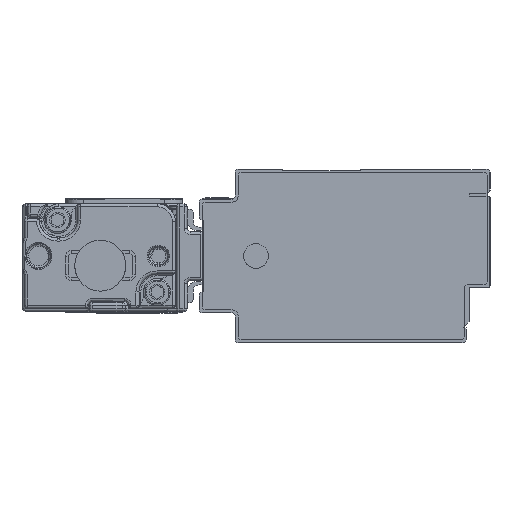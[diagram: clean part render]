
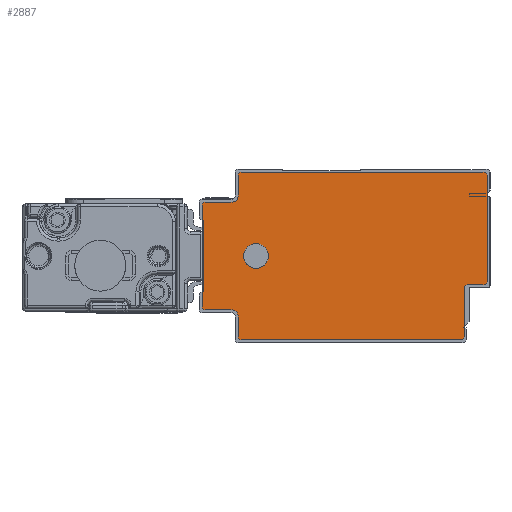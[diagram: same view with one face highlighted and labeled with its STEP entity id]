
A CAD part, left-side view. The second image highlights one B-rep face of the part: STEP entity #2887.
In plain terms, the highlighted planar face has unit normal (-1, 0, 0).
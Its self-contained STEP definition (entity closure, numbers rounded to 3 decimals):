
#1407=AXIS2_PLACEMENT_3D('Circle Axis2P3D',#1405,#1406,$) ;
#1445=AXIS2_PLACEMENT_3D('Circle Axis2P3D',#1443,#1444,$) ;
#1483=AXIS2_PLACEMENT_3D('Circle Axis2P3D',#1481,#1482,$) ;
#1521=AXIS2_PLACEMENT_3D('Circle Axis2P3D',#1519,#1520,$) ;
#2770=AXIS2_PLACEMENT_3D('Plane Axis2P3D',#2767,#2768,#2769) ;
#2774=AXIS2_PLACEMENT_3D('Circle Axis2P3D',#2772,#2773,$) ;
#2788=AXIS2_PLACEMENT_3D('Circle Axis2P3D',#2786,#2787,$) ;
#2802=AXIS2_PLACEMENT_3D('Circle Axis2P3D',#2800,#2801,$) ;
#2816=AXIS2_PLACEMENT_3D('Circle Axis2P3D',#2814,#2815,$) ;
#2830=AXIS2_PLACEMENT_3D('Circle Axis2P3D',#2828,#2829,$) ;
#2844=AXIS2_PLACEMENT_3D('Circle Axis2P3D',#2842,#2843,$) ;
#2871=AXIS2_PLACEMENT_3D('Circle Axis2P3D',#2869,#2870,$) ;
#2880=AXIS2_PLACEMENT_3D('Circle Axis2P3D',#2878,#2879,$) ;
#1363=CARTESIAN_POINT('Line Origine',(-575.5,44.,14.5)) ;
#1367=CARTESIAN_POINT('Vertex',(-575.5,44.,6.)) ;
#1369=CARTESIAN_POINT('Vertex',(-575.5,44.,23.)) ;
#1405=CARTESIAN_POINT('Axis2P3D Location',(-575.5,43.5,23.)) ;
#1409=CARTESIAN_POINT('Vertex',(-575.5,43.5,23.5)) ;
#1424=CARTESIAN_POINT('Line Origine',(-575.5,41.25,23.5)) ;
#1428=CARTESIAN_POINT('Vertex',(-575.5,39.,23.5)) ;
#1443=CARTESIAN_POINT('Axis2P3D Location',(-575.5,39.,24.5)) ;
#1447=CARTESIAN_POINT('Vertex',(-575.5,38.,24.5)) ;
#1462=CARTESIAN_POINT('Line Origine',(-575.5,38.,26.25)) ;
#1466=CARTESIAN_POINT('Vertex',(-575.5,38.,28.)) ;
#1481=CARTESIAN_POINT('Axis2P3D Location',(-575.5,37.5,28.)) ;
#1485=CARTESIAN_POINT('Vertex',(-575.5,37.5,28.5)) ;
#1500=CARTESIAN_POINT('Line Origine',(-575.5,17.25,28.5)) ;
#1504=CARTESIAN_POINT('Vertex',(-575.5,-3.,28.5)) ;
#1519=CARTESIAN_POINT('Axis2P3D Location',(-575.5,-3.,28.)) ;
#1523=CARTESIAN_POINT('Vertex',(-575.5,-3.5,28.)) ;
#1538=CARTESIAN_POINT('Line Origine',(-575.5,-3.5,19.1)) ;
#1542=CARTESIAN_POINT('Vertex',(-575.5,-3.5,10.2)) ;
#2767=CARTESIAN_POINT('Axis2P3D Location',(-575.5,0.,0.)) ;
#2772=CARTESIAN_POINT('Axis2P3D Location',(-575.5,43.5,6.)) ;
#2776=CARTESIAN_POINT('Vertex',(-575.5,43.5,5.5)) ;
#2779=CARTESIAN_POINT('Line Origine',(-575.5,41.25,5.5)) ;
#2783=CARTESIAN_POINT('Vertex',(-575.5,39.,5.5)) ;
#2786=CARTESIAN_POINT('Axis2P3D Location',(-575.5,39.,4.5)) ;
#2790=CARTESIAN_POINT('Vertex',(-575.5,38.,4.5)) ;
#2793=CARTESIAN_POINT('Line Origine',(-575.5,38.,2.75)) ;
#2797=CARTESIAN_POINT('Vertex',(-575.5,38.,1.)) ;
#2800=CARTESIAN_POINT('Axis2P3D Location',(-575.5,37.5,1.)) ;
#2804=CARTESIAN_POINT('Vertex',(-575.5,37.5,0.5)) ;
#2807=CARTESIAN_POINT('Line Origine',(-575.5,19.15,0.5)) ;
#2811=CARTESIAN_POINT('Vertex',(-575.5,0.8,0.5)) ;
#2814=CARTESIAN_POINT('Axis2P3D Location',(-575.5,0.8,1.)) ;
#2818=CARTESIAN_POINT('Vertex',(-575.5,0.3,1.)) ;
#2821=CARTESIAN_POINT('Line Origine',(-575.5,0.3,5.1)) ;
#2825=CARTESIAN_POINT('Vertex',(-575.5,0.3,9.2)) ;
#2828=CARTESIAN_POINT('Axis2P3D Location',(-575.5,-0.2,9.2)) ;
#2832=CARTESIAN_POINT('Vertex',(-575.5,-0.2,9.7)) ;
#2835=CARTESIAN_POINT('Line Origine',(-575.5,-1.6,9.7)) ;
#2839=CARTESIAN_POINT('Vertex',(-575.5,-3.,9.7)) ;
#2842=CARTESIAN_POINT('Axis2P3D Location',(-575.5,-3.,10.2)) ;
#2869=CARTESIAN_POINT('Axis2P3D Location',(-575.5,35.,14.5)) ;
#2873=CARTESIAN_POINT('Vertex',(-575.5,33.186,13.509)) ;
#2875=CARTESIAN_POINT('Vertex',(-575.5,36.814,15.491)) ;
#2878=CARTESIAN_POINT('Axis2P3D Location',(-575.5,35.,14.5)) ;
#1364=DIRECTION('Vector Direction',(0.,0.,1.)) ;
#1406=DIRECTION('Axis2P3D Direction',(1.,0.,0.)) ;
#1425=DIRECTION('Vector Direction',(0.,1.,0.)) ;
#1444=DIRECTION('Axis2P3D Direction',(1.,0.,0.)) ;
#1463=DIRECTION('Vector Direction',(0.,0.,1.)) ;
#1482=DIRECTION('Axis2P3D Direction',(1.,0.,0.)) ;
#1501=DIRECTION('Vector Direction',(0.,1.,0.)) ;
#1520=DIRECTION('Axis2P3D Direction',(1.,0.,-0.)) ;
#1539=DIRECTION('Vector Direction',(0.,0.,-1.)) ;
#2768=DIRECTION('Axis2P3D Direction',(1.,0.,0.)) ;
#2769=DIRECTION('Axis2P3D XDirection',(0.,1.,0.)) ;
#2773=DIRECTION('Axis2P3D Direction',(1.,0.,0.)) ;
#2780=DIRECTION('Vector Direction',(0.,-1.,0.)) ;
#2787=DIRECTION('Axis2P3D Direction',(1.,0.,0.)) ;
#2794=DIRECTION('Vector Direction',(0.,0.,1.)) ;
#2801=DIRECTION('Axis2P3D Direction',(1.,0.,0.)) ;
#2808=DIRECTION('Vector Direction',(0.,-1.,0.)) ;
#2815=DIRECTION('Axis2P3D Direction',(1.,0.,0.)) ;
#2822=DIRECTION('Vector Direction',(0.,0.,-1.)) ;
#2829=DIRECTION('Axis2P3D Direction',(1.,0.,0.)) ;
#2836=DIRECTION('Vector Direction',(0.,1.,0.)) ;
#2843=DIRECTION('Axis2P3D Direction',(1.,0.,0.)) ;
#2870=DIRECTION('Axis2P3D Direction',(1.,0.,0.)) ;
#2879=DIRECTION('Axis2P3D Direction',(1.,0.,0.)) ;
#1365=VECTOR('Line Direction',#1364,1.) ;
#1426=VECTOR('Line Direction',#1425,1.) ;
#1464=VECTOR('Line Direction',#1463,1.) ;
#1502=VECTOR('Line Direction',#1501,1.) ;
#1540=VECTOR('Line Direction',#1539,1.) ;
#2781=VECTOR('Line Direction',#2780,1.) ;
#2795=VECTOR('Line Direction',#2794,1.) ;
#2809=VECTOR('Line Direction',#2808,1.) ;
#2823=VECTOR('Line Direction',#2822,1.) ;
#2837=VECTOR('Line Direction',#2836,1.) ;
#2848=ORIENTED_EDGE('',*,*,#1506,.F.) ;
#2849=ORIENTED_EDGE('',*,*,#1487,.F.) ;
#2850=ORIENTED_EDGE('',*,*,#1468,.F.) ;
#2851=ORIENTED_EDGE('',*,*,#1449,.F.) ;
#2852=ORIENTED_EDGE('',*,*,#1430,.F.) ;
#2853=ORIENTED_EDGE('',*,*,#1411,.F.) ;
#2854=ORIENTED_EDGE('',*,*,#1371,.F.) ;
#2855=ORIENTED_EDGE('',*,*,#2778,.F.) ;
#2856=ORIENTED_EDGE('',*,*,#2785,.F.) ;
#2857=ORIENTED_EDGE('',*,*,#2792,.F.) ;
#2858=ORIENTED_EDGE('',*,*,#2799,.F.) ;
#2859=ORIENTED_EDGE('',*,*,#2806,.F.) ;
#2860=ORIENTED_EDGE('',*,*,#2813,.F.) ;
#2861=ORIENTED_EDGE('',*,*,#2820,.F.) ;
#2862=ORIENTED_EDGE('',*,*,#2827,.F.) ;
#2863=ORIENTED_EDGE('',*,*,#2834,.F.) ;
#2864=ORIENTED_EDGE('',*,*,#2841,.F.) ;
#2865=ORIENTED_EDGE('',*,*,#2846,.F.) ;
#2866=ORIENTED_EDGE('',*,*,#1544,.F.) ;
#2867=ORIENTED_EDGE('',*,*,#1525,.F.) ;
#2884=ORIENTED_EDGE('',*,*,#2877,.T.) ;
#2885=ORIENTED_EDGE('',*,*,#2882,.T.) ;
#2886=FACE_BOUND('',#2883,.T.) ;
#2887=ADVANCED_FACE('\X2\FF8EFF9EFF83FF9EFF68FF70\X0\.2',(#2868,#2886),#2771,.F.) ;
#1408=CIRCLE('generated circle',#1407,0.5) ;
#1446=CIRCLE('generated circle',#1445,1.) ;
#1484=CIRCLE('generated circle',#1483,0.5) ;
#1522=CIRCLE('generated circle',#1521,0.5) ;
#2775=CIRCLE('generated circle',#2774,0.5) ;
#2789=CIRCLE('generated circle',#2788,1.) ;
#2803=CIRCLE('generated circle',#2802,0.5) ;
#2817=CIRCLE('generated circle',#2816,0.5) ;
#2831=CIRCLE('generated circle',#2830,0.5) ;
#2845=CIRCLE('generated circle',#2844,0.5) ;
#2872=CIRCLE('generated circle',#2871,2.067) ;
#2881=CIRCLE('generated circle',#2880,2.067) ;
#1371=EDGE_CURVE('',#1368,#1370,#1366,.T.) ;
#1411=EDGE_CURVE('',#1370,#1410,#1408,.T.) ;
#1430=EDGE_CURVE('',#1410,#1429,#1427,.F.) ;
#1449=EDGE_CURVE('',#1429,#1448,#1446,.F.) ;
#1468=EDGE_CURVE('',#1448,#1467,#1465,.T.) ;
#1487=EDGE_CURVE('',#1467,#1486,#1484,.T.) ;
#1506=EDGE_CURVE('',#1486,#1505,#1503,.F.) ;
#1525=EDGE_CURVE('',#1505,#1524,#1522,.T.) ;
#1544=EDGE_CURVE('',#1524,#1543,#1541,.T.) ;
#2778=EDGE_CURVE('',#2777,#1368,#2775,.T.) ;
#2785=EDGE_CURVE('',#2784,#2777,#2782,.F.) ;
#2792=EDGE_CURVE('',#2791,#2784,#2789,.F.) ;
#2799=EDGE_CURVE('',#2798,#2791,#2796,.T.) ;
#2806=EDGE_CURVE('',#2805,#2798,#2803,.T.) ;
#2813=EDGE_CURVE('',#2812,#2805,#2810,.F.) ;
#2820=EDGE_CURVE('',#2819,#2812,#2817,.T.) ;
#2827=EDGE_CURVE('',#2826,#2819,#2824,.T.) ;
#2834=EDGE_CURVE('',#2833,#2826,#2831,.F.) ;
#2841=EDGE_CURVE('',#2840,#2833,#2838,.T.) ;
#2846=EDGE_CURVE('',#1543,#2840,#2845,.T.) ;
#2877=EDGE_CURVE('',#2874,#2876,#2872,.T.) ;
#2882=EDGE_CURVE('',#2876,#2874,#2881,.T.) ;
#2847=EDGE_LOOP('',(#2848,#2849,#2850,#2851,#2852,#2853,#2854,#2855,#2856,#2857,#2858,#2859,#2860,#2861,#2862,#2863,#2864,#2865,#2866,#2867)) ;
#2883=EDGE_LOOP('',(#2884,#2885)) ;
#2868=FACE_OUTER_BOUND('',#2847,.T.) ;
#1366=LINE('Line',#1363,#1365) ;
#1427=LINE('Line',#1424,#1426) ;
#1465=LINE('Line',#1462,#1464) ;
#1503=LINE('Line',#1500,#1502) ;
#1541=LINE('Line',#1538,#1540) ;
#2782=LINE('Line',#2779,#2781) ;
#2796=LINE('Line',#2793,#2795) ;
#2810=LINE('Line',#2807,#2809) ;
#2824=LINE('Line',#2821,#2823) ;
#2838=LINE('Line',#2835,#2837) ;
#2771=PLANE('Plane',#2770) ;
#1368=VERTEX_POINT('',#1367) ;
#1370=VERTEX_POINT('',#1369) ;
#1410=VERTEX_POINT('',#1409) ;
#1429=VERTEX_POINT('',#1428) ;
#1448=VERTEX_POINT('',#1447) ;
#1467=VERTEX_POINT('',#1466) ;
#1486=VERTEX_POINT('',#1485) ;
#1505=VERTEX_POINT('',#1504) ;
#1524=VERTEX_POINT('',#1523) ;
#1543=VERTEX_POINT('',#1542) ;
#2777=VERTEX_POINT('',#2776) ;
#2784=VERTEX_POINT('',#2783) ;
#2791=VERTEX_POINT('',#2790) ;
#2798=VERTEX_POINT('',#2797) ;
#2805=VERTEX_POINT('',#2804) ;
#2812=VERTEX_POINT('',#2811) ;
#2819=VERTEX_POINT('',#2818) ;
#2826=VERTEX_POINT('',#2825) ;
#2833=VERTEX_POINT('',#2832) ;
#2840=VERTEX_POINT('',#2839) ;
#2874=VERTEX_POINT('',#2873) ;
#2876=VERTEX_POINT('',#2875) ;
